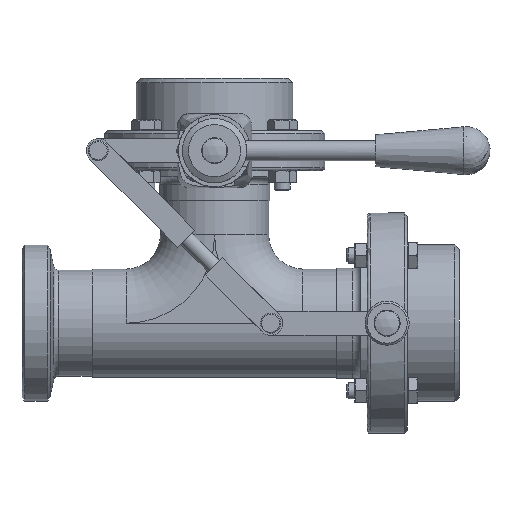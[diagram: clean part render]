
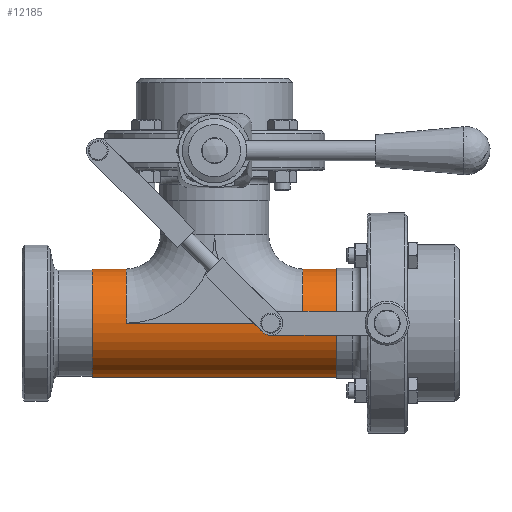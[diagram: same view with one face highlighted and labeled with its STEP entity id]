
A CAD part, front view. The second image highlights one B-rep face of the part: STEP entity #12185.
In plain terms, the highlighted cylindrical face has radius 27 mm (diameter 54 mm), a full revolution.
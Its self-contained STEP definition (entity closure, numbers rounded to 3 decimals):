
#503=LINE('',#23641,#910);
#505=LINE('',#23649,#912);
#910=VECTOR('',#16060,88.);
#912=VECTOR('',#16070,88.);
#2187=FACE_BOUND('',#3830,.T.);
#2188=FACE_BOUND('',#3831,.T.);
#2862=FACE_OUTER_BOUND('',#3829,.T.);
#3829=EDGE_LOOP('',(#9823));
#3830=EDGE_LOOP('',(#9824,#9825,#9826,#9827));
#3831=EDGE_LOOP('',(#9828));
#4620=CIRCLE('',#13367,27.);
#4639=CIRCLE('',#13413,27.);
#4646=CIRCLE('',#13422,27.);
#4655=CIRCLE('',#13439,27.);
#5578=VERTEX_POINT('',#22999);
#5615=VERTEX_POINT('',#23618);
#5622=VERTEX_POINT('',#23633);
#5623=VERTEX_POINT('',#23635);
#5624=VERTEX_POINT('',#23639);
#5626=VERTEX_POINT('',#23647);
#7037=EDGE_CURVE('',#5578,#5578,#4620,.T.);
#7076=EDGE_CURVE('',#5615,#5615,#4639,.T.);
#7083=EDGE_CURVE('',#5622,#5623,#4646,.T.);
#7086=EDGE_CURVE('',#5624,#5623,#503,.T.);
#7090=EDGE_CURVE('',#5626,#5622,#505,.T.);
#7096=EDGE_CURVE('',#5626,#5624,#4655,.T.);
#9823=ORIENTED_EDGE('',*,*,#7076,.T.);
#9824=ORIENTED_EDGE('',*,*,#7096,.T.);
#9825=ORIENTED_EDGE('',*,*,#7086,.T.);
#9826=ORIENTED_EDGE('',*,*,#7083,.F.);
#9827=ORIENTED_EDGE('',*,*,#7090,.F.);
#9828=ORIENTED_EDGE('',*,*,#7037,.F.);
#10787=CYLINDRICAL_SURFACE('',#13438,27.);
#12185=ADVANCED_FACE('',(#2862,#2187,#2188),#10787,.T.);
#13367=AXIS2_PLACEMENT_3D('',#23000,#15942,#15943);
#13413=AXIS2_PLACEMENT_3D('',#23619,#16034,#16035);
#13422=AXIS2_PLACEMENT_3D('',#23636,#16052,#16053);
#13438=AXIS2_PLACEMENT_3D('',#23660,#16088,#16089);
#13439=AXIS2_PLACEMENT_3D('',#23661,#16090,#16091);
#15942=DIRECTION('center_axis',(1.,0.,0.));
#15943=DIRECTION('ref_axis',(0.,1.,0.));
#16034=DIRECTION('center_axis',(1.,0.,0.));
#16035=DIRECTION('ref_axis',(0.,1.,0.));
#16052=DIRECTION('center_axis',(1.,0.,0.));
#16053=DIRECTION('ref_axis',(0.,-1.,0.));
#16060=DIRECTION('',(-1.,0.,0.));
#16070=DIRECTION('',(-1.,0.,0.));
#16088=DIRECTION('center_axis',(1.,0.,0.));
#16089=DIRECTION('ref_axis',(0.,1.,0.));
#16090=DIRECTION('center_axis',(1.,0.,0.));
#16091=DIRECTION('ref_axis',(0.,-1.,0.));
#22999=CARTESIAN_POINT('',(17.,27.,-44.));
#23000=CARTESIAN_POINT('Origin',(17.,0.,-44.));
#23618=CARTESIAN_POINT('',(-105.,27.,-44.));
#23619=CARTESIAN_POINT('Origin',(-105.,0.,-44.));
#23633=CARTESIAN_POINT('',(-88.,27.,-44.));
#23635=CARTESIAN_POINT('',(-88.,-27.,-44.));
#23636=CARTESIAN_POINT('Origin',(-88.,0.,-44.));
#23639=CARTESIAN_POINT('',(0.,-27.,-44.));
#23641=CARTESIAN_POINT('',(17.,-27.,-44.));
#23647=CARTESIAN_POINT('',(0.,27.,-44.));
#23649=CARTESIAN_POINT('',(17.,27.,-44.));
#23660=CARTESIAN_POINT('Origin',(0.,0.,-44.));
#23661=CARTESIAN_POINT('Origin',(0.,0.,-44.));
